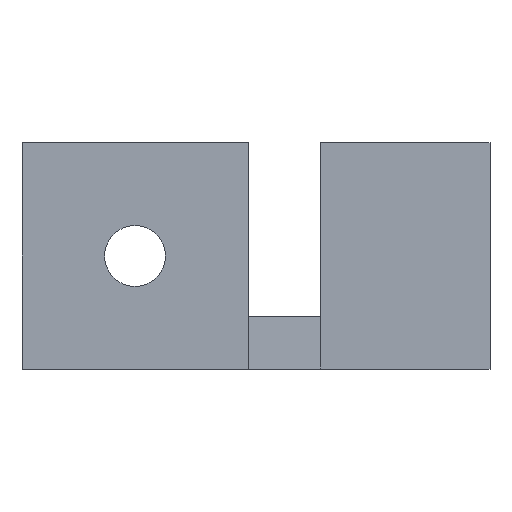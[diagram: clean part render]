
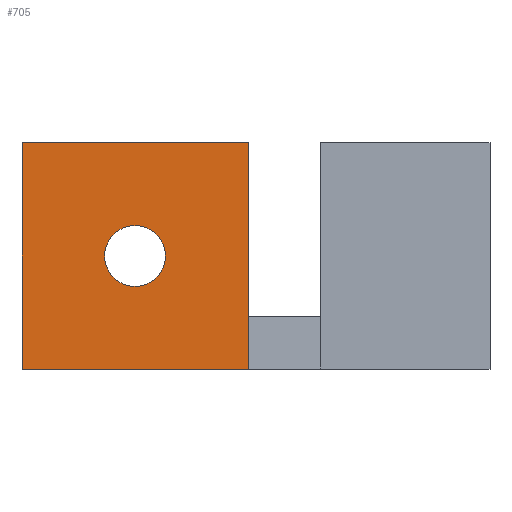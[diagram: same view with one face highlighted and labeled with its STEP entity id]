
A CAD part, left-side view. The second image highlights one B-rep face of the part: STEP entity #705.
In plain terms, the highlighted planar face has unit normal (-1, 0, 0).
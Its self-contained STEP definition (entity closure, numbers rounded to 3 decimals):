
#18=CIRCLE('',#757,2.3);
#23=FACE_BOUND('',#82,.T.);
#41=FACE_OUTER_BOUND('',#81,.T.);
#81=EDGE_LOOP('',(#529,#530,#531,#532));
#82=EDGE_LOOP('',(#533));
#145=LINE('',#1047,#239);
#148=LINE('',#1052,#242);
#149=LINE('',#1054,#243);
#150=LINE('',#1055,#244);
#239=VECTOR('',#855,10.);
#242=VECTOR('',#860,10.);
#243=VECTOR('',#861,10.);
#244=VECTOR('',#862,10.);
#322=VERTEX_POINT('',#1039);
#324=VERTEX_POINT('',#1044);
#325=VERTEX_POINT('',#1046);
#326=VERTEX_POINT('',#1051);
#327=VERTEX_POINT('',#1053);
#396=EDGE_CURVE('',#322,#322,#18,.T.);
#399=EDGE_CURVE('',#324,#325,#145,.T.);
#402=EDGE_CURVE('',#324,#326,#148,.T.);
#403=EDGE_CURVE('',#326,#327,#149,.T.);
#404=EDGE_CURVE('',#327,#325,#150,.T.);
#529=ORIENTED_EDGE('',*,*,#402,.T.);
#530=ORIENTED_EDGE('',*,*,#403,.T.);
#531=ORIENTED_EDGE('',*,*,#404,.T.);
#532=ORIENTED_EDGE('',*,*,#399,.F.);
#533=ORIENTED_EDGE('',*,*,#396,.F.);
#668=PLANE('',#759);
#705=ADVANCED_FACE('',(#41,#23),#668,.F.);
#757=AXIS2_PLACEMENT_3D('',#1040,#849,#850);
#759=AXIS2_PLACEMENT_3D('',#1050,#858,#859);
#849=DIRECTION('center_axis',(-1.,0.,0.));
#850=DIRECTION('ref_axis',(0.,1.,0.));
#855=DIRECTION('',(0.,0.,1.));
#858=DIRECTION('center_axis',(1.,0.,0.));
#859=DIRECTION('ref_axis',(0.,1.,0.));
#860=DIRECTION('',(0.,-1.,0.));
#861=DIRECTION('',(0.,0.,1.));
#862=DIRECTION('',(0.,1.,0.));
#1039=CARTESIAN_POINT('',(-13.3,11.25,8.55));
#1040=CARTESIAN_POINT('Origin',(-13.3,13.55,8.55));
#1044=CARTESIAN_POINT('',(-13.3,22.1,0.));
#1046=CARTESIAN_POINT('',(-13.3,22.1,17.1));
#1047=CARTESIAN_POINT('',(-13.3,22.1,0.));
#1050=CARTESIAN_POINT('Origin',(-13.3,5.,0.));
#1051=CARTESIAN_POINT('',(-13.3,5.,0.));
#1052=CARTESIAN_POINT('',(-13.3,22.1,0.));
#1053=CARTESIAN_POINT('',(-13.3,5.,17.1));
#1054=CARTESIAN_POINT('',(-13.3,5.,0.));
#1055=CARTESIAN_POINT('',(-13.3,22.1,17.1));
